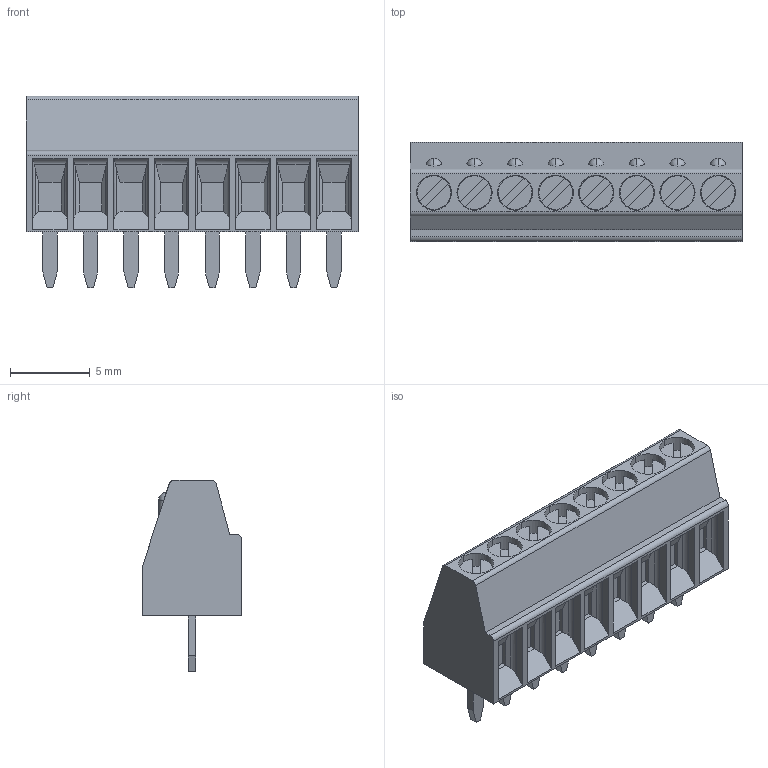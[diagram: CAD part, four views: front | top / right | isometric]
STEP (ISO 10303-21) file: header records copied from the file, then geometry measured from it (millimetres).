
FILE_DESCRIPTION(('FreeCAD Model'),'2;1');
FILE_NAME('MPT_0_5-8-2_54.step','2019-10-08T09:32:51',( 'kicad StepUp'),('ksu MCAD'),'Open CASCADE STEP processor 7.3', 'FreeCAD','Unknown');
FILE_SCHEMA(('AUTOMOTIVE_DESIGN { 1 0 10303 214 1 1 1 1 }'));
Length unit declared in the file: millimetre
Products named in the file (1): MPT_0_5-8-2_54
Bounding box: 20.78 x 6.2 x 12 mm (x, y, z)
Volume: 830.6 mm3; surface area: 989.4 mm2
Topology: 1 solids, 1 shells, 328 faces, 830 edges, 532 vertices
Faces by surface type: plane 226, cylinder 86, sphere 16
Entity records: 12093 total; most frequent: CARTESIAN_POINT 1771, DIRECTION 1692, ORIENTED_EDGE 1628, EDGE_CURVE 814, AXIS2_PLACEMENT_3D 565, LINE 562, VECTOR 562, VERTEX_POINT 532
